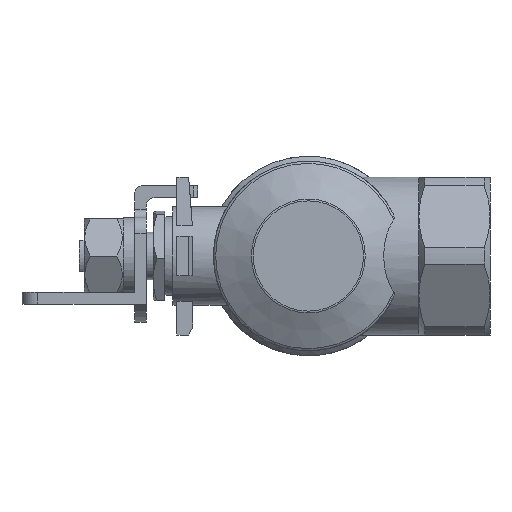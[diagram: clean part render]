
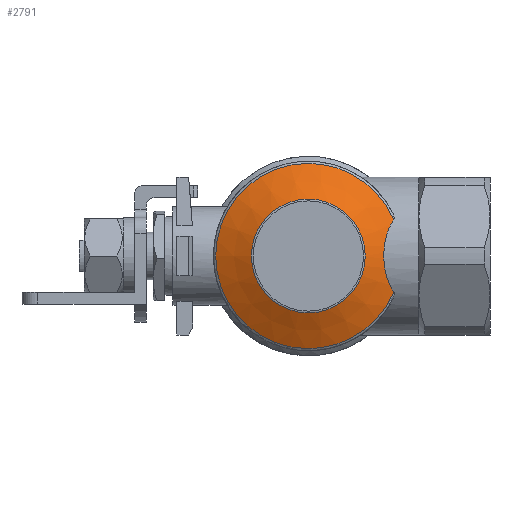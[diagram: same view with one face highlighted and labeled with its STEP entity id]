
A CAD part, left-side view. The second image highlights one B-rep face of the part: STEP entity #2791.
In plain terms, the highlighted conical face has half-angle 63.02 degrees and reference radius 23.454 mm.
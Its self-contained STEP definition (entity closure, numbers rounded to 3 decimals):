
#45=CONICAL_SURFACE('',#3013,23.454,1.1);
#94=B_SPLINE_CURVE_WITH_KNOTS('',3,(#4462,#4463,#4464,#4465,#4466,#4467,
#4468,#4469,#4470),.UNSPECIFIED.,.F.,.F.,(4,1,1,1,1,1,4),(-0.01,
-0.007,-0.005,0.,0.005,
0.007,0.01),.UNSPECIFIED.);
#178=CIRCLE('',#3014,23.454);
#179=CIRCLE('',#3015,14.416);
#566=ORIENTED_EDGE('',*,*,#1282,.F.);
#567=ORIENTED_EDGE('',*,*,#1283,.T.);
#568=ORIENTED_EDGE('',*,*,#1284,.T.);
#1282=EDGE_CURVE('',#1651,#1652,#178,.T.);
#1283=EDGE_CURVE('',#1651,#1652,#94,.T.);
#1284=EDGE_CURVE('',#1653,#1653,#179,.T.);
#1651=VERTEX_POINT('',#4460);
#1652=VERTEX_POINT('',#4461);
#1653=VERTEX_POINT('',#4472);
#2311=EDGE_LOOP('',(#566,#567));
#2312=EDGE_LOOP('',(#568));
#2513=FACE_BOUND('',#2311,.T.);
#2514=FACE_BOUND('',#2312,.T.);
#2791=ADVANCED_FACE('',(#2513,#2514),#45,.T.);
#3013=AXIS2_PLACEMENT_3D('',#4458,#3474,#3475);
#3014=AXIS2_PLACEMENT_3D('',#4459,#3476,#3477);
#3015=AXIS2_PLACEMENT_3D('',#4471,#3478,#3479);
#3474=DIRECTION('',(1.,0.,0.));
#3475=DIRECTION('',(0.,1.,0.));
#3476=DIRECTION('',(1.,0.,0.));
#3477=DIRECTION('',(0.,1.,0.));
#3478=DIRECTION('',(1.,0.,0.));
#3479=DIRECTION('',(0.,1.,0.));
#4458=CARTESIAN_POINT('',(-17.79,0.,0.));
#4459=CARTESIAN_POINT('',(-17.79,0.,0.));
#4460=CARTESIAN_POINT('',(-17.79,-21.6,-9.139));
#4461=CARTESIAN_POINT('',(-17.79,-21.6,9.139));
#4462=CARTESIAN_POINT('',(-17.79,-21.6,-9.139));
#4463=CARTESIAN_POINT('',(-18.118,-21.171,-8.501));
#4464=CARTESIAN_POINT('',(-18.722,-20.427,-7.159));
#4465=CARTESIAN_POINT('',(-19.684,-19.384,-4.137));
#4466=CARTESIAN_POINT('',(-20.211,-18.931,0.013));
#4467=CARTESIAN_POINT('',(-19.684,-19.385,4.137));
#4468=CARTESIAN_POINT('',(-18.722,-20.427,7.159));
#4469=CARTESIAN_POINT('',(-18.118,-21.171,8.501));
#4470=CARTESIAN_POINT('',(-17.79,-21.6,9.139));
#4471=CARTESIAN_POINT('',(-22.391,0.,0.));
#4472=CARTESIAN_POINT('',(-22.391,14.416,0.));
